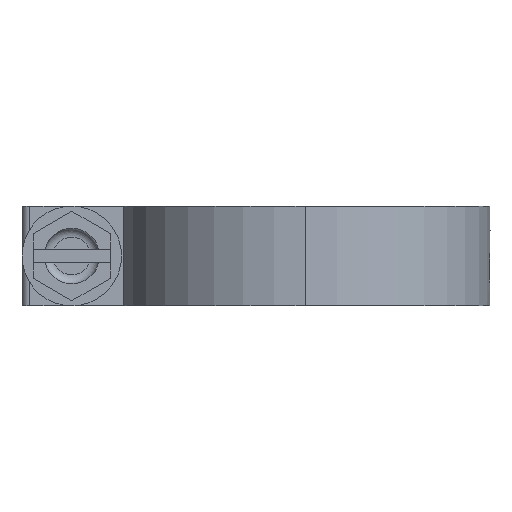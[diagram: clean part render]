
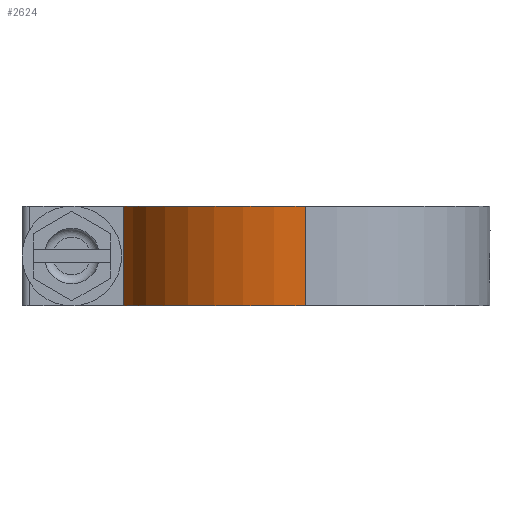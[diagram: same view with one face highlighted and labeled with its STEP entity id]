
A CAD part, left-side view. The second image highlights one B-rep face of the part: STEP entity #2624.
In plain terms, the highlighted cylindrical face has radius 16.7 mm (diameter 33.4 mm), a partial arc.
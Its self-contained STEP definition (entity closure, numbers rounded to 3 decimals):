
#72 = AXIS2_PLACEMENT_3D ( 'NONE', #3994, #4980, #2377 ) ;
#208 = EDGE_CURVE ( 'NONE', #2409, #4616, #3522, .T. ) ;
#319 = VECTOR ( 'NONE', #5065, 1000. ) ;
#880 = FACE_OUTER_BOUND ( 'NONE', #1074, .T. ) ;
#925 = LINE ( 'NONE', #2466, #319 ) ;
#1074 = EDGE_LOOP ( 'NONE', ( #4496, #6051, #2465, #3913 ) ) ;
#1552 = DIRECTION ( 'NONE',  ( 0., 0., -1. ) ) ;
#1678 = EDGE_CURVE ( 'NONE', #4616, #3513, #925, .T. ) ;
#1932 = CYLINDRICAL_SURFACE ( 'NONE', #72, 16.7 ) ;
#2022 = CARTESIAN_POINT ( 'NONE',  ( -16.7, 0., 4.5 ) ) ;
#2064 = CIRCLE ( 'NONE', #2922, 16.7 ) ;
#2377 = DIRECTION ( 'NONE',  ( -1., 0., 0. ) ) ;
#2409 = VERTEX_POINT ( 'NONE', #2602 ) ;
#2465 = ORIENTED_EDGE ( 'NONE', *, *, #1678, .T. ) ;
#2466 = CARTESIAN_POINT ( 'NONE',  ( -3.21, 16.389, 4.5 ) ) ;
#2602 = CARTESIAN_POINT ( 'NONE',  ( -16.7, 0., 4.5 ) ) ;
#2624 = ADVANCED_FACE ( 'NONE', ( #880 ), #1932, .T. ) ;
#2840 = EDGE_CURVE ( 'NONE', #2409, #3334, #6652, .T. ) ;
#2922 = AXIS2_PLACEMENT_3D ( 'NONE', #5267, #5694, #4122 ) ;
#3228 = CARTESIAN_POINT ( 'NONE',  ( -3.21, 16.389, 4.5 ) ) ;
#3334 = VERTEX_POINT ( 'NONE', #6144 ) ;
#3513 = VERTEX_POINT ( 'NONE', #6604 ) ;
#3522 = CIRCLE ( 'NONE', #4501, 16.7 ) ;
#3862 = EDGE_CURVE ( 'NONE', #3334, #3513, #2064, .T. ) ;
#3888 = DIRECTION ( 'NONE',  ( 1., 0., 0. ) ) ;
#3913 = ORIENTED_EDGE ( 'NONE', *, *, #3862, .F. ) ;
#3994 = CARTESIAN_POINT ( 'NONE',  ( 0., 0., 4.5 ) ) ;
#4122 = DIRECTION ( 'NONE',  ( 1., 0., 0. ) ) ;
#4496 = ORIENTED_EDGE ( 'NONE', *, *, #2840, .F. ) ;
#4501 = AXIS2_PLACEMENT_3D ( 'NONE', #5008, #6390, #3888 ) ;
#4616 = VERTEX_POINT ( 'NONE', #3228 ) ;
#4980 = DIRECTION ( 'NONE',  ( 0., 0., -1. ) ) ;
#5008 = CARTESIAN_POINT ( 'NONE',  ( 0., 0., 4.5 ) ) ;
#5065 = DIRECTION ( 'NONE',  ( 0., 0., -1. ) ) ;
#5267 = CARTESIAN_POINT ( 'NONE',  ( 0., 0., -4.5 ) ) ;
#5694 = DIRECTION ( 'NONE',  ( 0., 0., -1. ) ) ;
#6051 = ORIENTED_EDGE ( 'NONE', *, *, #208, .T. ) ;
#6144 = CARTESIAN_POINT ( 'NONE',  ( -16.7, 0., -4.5 ) ) ;
#6390 = DIRECTION ( 'NONE',  ( 0., 0., -1. ) ) ;
#6595 = VECTOR ( 'NONE', #1552, 1000. ) ;
#6604 = CARTESIAN_POINT ( 'NONE',  ( -3.21, 16.389, -4.5 ) ) ;
#6652 = LINE ( 'NONE', #2022, #6595 ) ;
